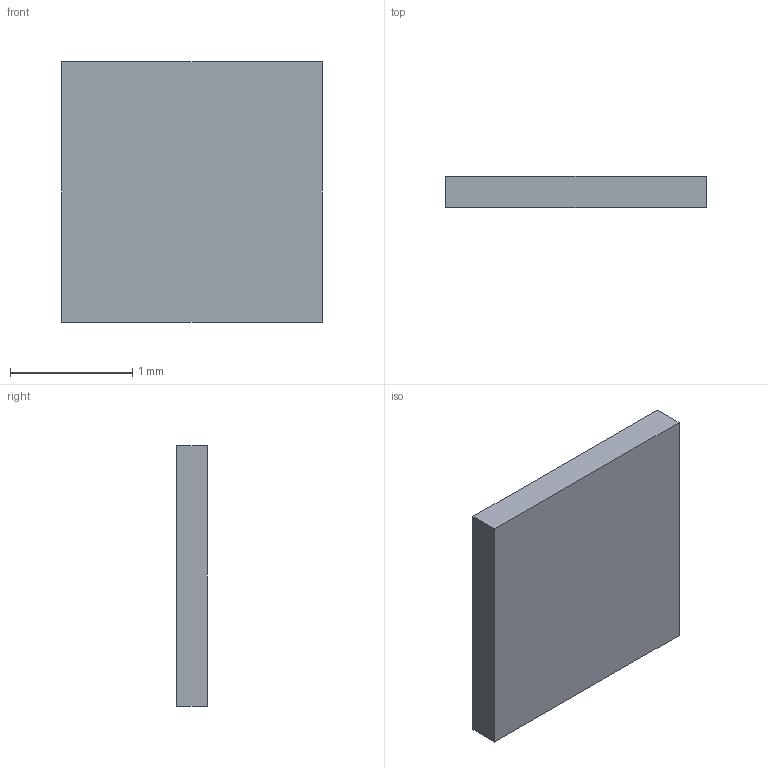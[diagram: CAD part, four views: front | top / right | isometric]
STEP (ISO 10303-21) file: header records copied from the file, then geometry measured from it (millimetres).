
FILE_DESCRIPTION(/* description */ ('Unknown'),/* implementation_level */ '2;1');
FILE_NAME(/* name */ 'X3-TSN2121-2',/* time_stamp */ '2022-11-01T09:53:48+08:00',/* author */ ('Unknown'),/* organization */ ('Unknown'),/* preprocessor_version */ 'ST-DEVELOPER v18.102',/* originating_system */ 'Solid Edge',/* authorisation */ 'Unknown');
FILE_SCHEMA (('AUTOMOTIVE_DESIGN {1 0 10303 214 3 1 1}'));
Length unit declared in the file: millimetre
Products named in the file (3): 蚾饜5; mold; Pin
Assembly tree (2 placements, depth 2):
  蚾饜5
    mold
    Pin
Bounding box: 2.13 x 0.25 x 2.13 mm (x, y, z)
Volume: 1.1 mm3; surface area: 16.8 mm2
Topology: 3 solids, 3 shells, 36 faces, 84 edges, 56 vertices
Faces by surface type: plane 28, cylinder 8
Entity records: 1105 total; most frequent: CARTESIAN_POINT 179, DIRECTION 178, ORIENTED_EDGE 168, EDGE_CURVE 84, LINE 68, VECTOR 68, VERTEX_POINT 56, AXIS2_PLACEMENT_3D 55
